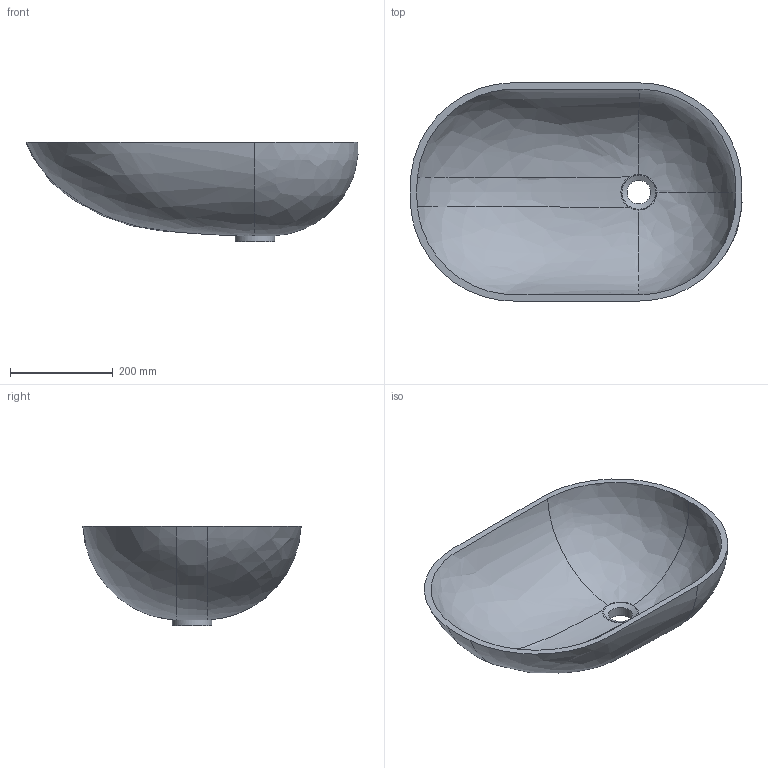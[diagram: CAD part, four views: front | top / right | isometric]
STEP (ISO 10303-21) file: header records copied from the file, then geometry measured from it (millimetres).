
FILE_DESCRIPTION(/* description */ (''),/* implementation_level */ '2;1');
FILE_NAME(/* name */ '5310',/* time_stamp */ '2018-11-17T18:54:37+08:00',/* author */ (''),/* organization */ (''),/* preprocessor_version */ 'ST-DEVELOPER v9',/* originating_system */ 'UGS - NX 4.0',/* authorisation */ '');
FILE_SCHEMA (('CONFIG_CONTROL_DESIGN'));
Length unit declared in the file: millimetre
Products named in the file (1): Admi3E0721ju
Bounding box: 644.89 x 424 x 194 mm (x, y, z)
Volume: 4354549.5 mm3; surface area: 748619.9 mm2
Topology: 1 solids, 1 shells, 16 faces, 43 edges, 28 vertices
Faces by surface type: bspline 10, plane 3, cylinder 2, cone 1
Full cylindrical faces by diameter (mm): 46 x1, 77 x1
Entity records: 10872 total; most frequent: CARTESIAN_POINT 10498, ORIENTED_EDGE 74, EDGE_CURVE 37, B_SPLINE_CURVE_WITH_KNOTS 33, VERTEX_POINT 27, EDGE_LOOP 22, DIRECTION 22, ADVANCED_FACE 16
